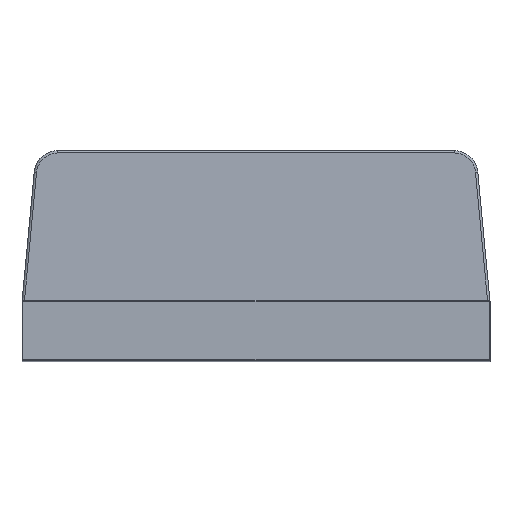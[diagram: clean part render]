
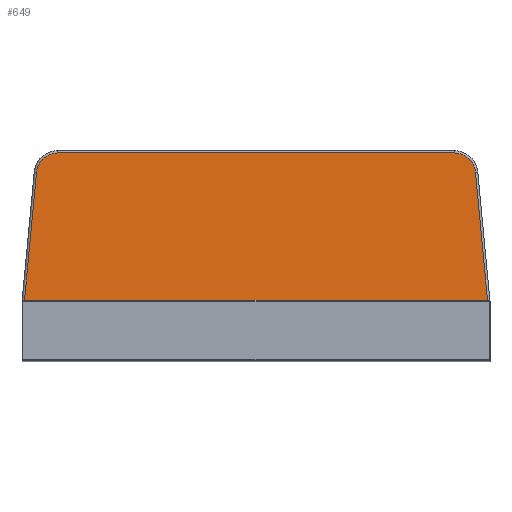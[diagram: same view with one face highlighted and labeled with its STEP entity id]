
A CAD part, top view. The second image highlights one B-rep face of the part: STEP entity #649.
In plain terms, the highlighted planar face has unit normal (0, 0.033, 1).
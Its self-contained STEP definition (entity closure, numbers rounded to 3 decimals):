
#649 = ADVANCED_FACE ( 'NONE', ( #5634 ), #1658, .T. ) ;
#677 = AXIS2_PLACEMENT_3D ( 'NONE', #24670, #1287, #9040 ) ;
#1158 = LINE ( 'NONE', #3296, #1530 ) ;
#1287 = DIRECTION ( 'NONE',  ( 0., 0.033, 0.999 ) ) ;
#1362 = EDGE_CURVE ( 'NONE', #13209, #24993, #23115, .T. ) ;
#1472 = ORIENTED_EDGE ( 'NONE', *, *, #15332, .F. ) ;
#1530 = VECTOR ( 'NONE', #16691, 1000. ) ;
#1658 = PLANE ( 'NONE',  #677 ) ;
#2530 = LINE ( 'NONE', #12727, #22773 ) ;
#2704 = CARTESIAN_POINT ( 'NONE',  ( -4.195, 1.492, 13.495 ) ) ;
#2757 = CARTESIAN_POINT ( 'NONE',  ( 0., 1.492, 13.495 ) ) ;
#3165 = LINE ( 'NONE', #19872, #16695 ) ;
#3213 = ORIENTED_EDGE ( 'NONE', *, *, #3696, .T. ) ;
#3296 = CARTESIAN_POINT ( 'NONE',  ( -4.65, -1.685, 13.6 ) ) ;
#3603 = CARTESIAN_POINT ( 'NONE',  ( -3.95, 1.54, 13.493 ) ) ;
#3696 = EDGE_CURVE ( 'NONE', #23311, #24560, #2530, .T. ) ;
#4597 = CARTESIAN_POINT ( 'NONE',  ( -4.643, 1.084, 13.508 ) ) ;
#4937 = ORIENTED_EDGE ( 'NONE', *, *, #13194, .F. ) ;
#5634 = FACE_OUTER_BOUND ( 'NONE', #7332, .T. ) ;
#5775 = CARTESIAN_POINT ( 'NONE',  ( 4.195, 1.492, 13.495 ) ) ;
#6154 = ORIENTED_EDGE ( 'NONE', *, *, #23610, .T. ) ;
#6844 = LINE ( 'NONE', #15873, #18924 ) ;
#7332 = EDGE_LOOP ( 'NONE', ( #4937, #7812, #3213, #22742, #6154, #9362, #15652, #9886, #1472, #16345 ) ) ;
#7652 = EDGE_CURVE ( 'NONE', #15521, #19861, #1158, .T. ) ;
#7723 = CARTESIAN_POINT ( 'NONE',  ( 0., -1.638, 13.598 ) ) ;
#7812 = ORIENTED_EDGE ( 'NONE', *, *, #13613, .F. ) ;
#8109 = CARTESIAN_POINT ( 'NONE',  ( -4.643, 1.084, 13.508 ) ) ;
#8131 = VERTEX_POINT ( 'NONE', #20506 ) ;
#8876 = DIRECTION ( 'NONE',  ( -0.093, 0.995, -0.033 ) ) ;
#8988 = EDGE_CURVE ( 'NONE', #8131, #24560, #16871, .T. ) ;
#9040 = DIRECTION ( 'NONE',  ( -1., 0., 0. ) ) ;
#9362 = ORIENTED_EDGE ( 'NONE', *, *, #1362, .F. ) ;
#9576 = LINE ( 'NONE', #3603, #15063 ) ;
#9755 = DIRECTION ( 'NONE',  ( 0., 0.999, -0.033 ) ) ;
#9886 = ORIENTED_EDGE ( 'NONE', *, *, #7652, .F. ) ;
#9995 = CARTESIAN_POINT ( 'NONE',  ( 3.95, 1.54, 13.493 ) ) ;
#10033 = CARTESIAN_POINT ( 'NONE',  ( 4.439, 1.492, 13.495 ) ) ;
#11280 = CARTESIAN_POINT ( 'NONE',  ( 4.643, 1.084, 13.508 ) ) ;
#11680 = VERTEX_POINT ( 'NONE', #13014 ) ;
#11901 = DIRECTION ( 'NONE',  ( -1., 0., 0. ) ) ;
#12033 = LINE ( 'NONE', #9995, #18886 ) ;
#12727 = CARTESIAN_POINT ( 'NONE',  ( 4.56, 1.967, 13.479 ) ) ;
#12741 = CARTESIAN_POINT ( 'NONE',  ( 4.903, -1.685, 13.6 ) ) ;
#13014 = CARTESIAN_POINT ( 'NONE',  ( 3.95, -1.638, 13.598 ) ) ;
#13062 = CARTESIAN_POINT ( 'NONE',  ( -4.903, -1.685, 13.6 ) ) ;
#13084 = DIRECTION ( 'NONE',  ( -1., 0., 0. ) ) ;
#13168 = EDGE_CURVE ( 'NONE', #11680, #22219, #21299, .T. ) ;
#13194 = EDGE_CURVE ( 'NONE', #17037, #11680, #12033, .T. ) ;
#13209 = VERTEX_POINT ( 'NONE', #8109 ) ;
#13613 = EDGE_CURVE ( 'NONE', #23311, #17037, #6844, .T. ) ;
#14024 = CARTESIAN_POINT ( 'NONE',  ( -4.439, 1.492, 13.495 ) ) ;
#14072 = DIRECTION ( 'NONE',  ( -0.093, -0.995, 0.033 ) ) ;
#15063 = VECTOR ( 'NONE', #22883, 1000. ) ;
#15280 = CARTESIAN_POINT ( 'NONE',  ( -3.95, -1.685, 13.6 ) ) ;
#15332 = EDGE_CURVE ( 'NONE', #22219, #15521, #9576, .T. ) ;
#15521 = VERTEX_POINT ( 'NONE', #15280 ) ;
#15652 = ORIENTED_EDGE ( 'NONE', *, *, #24184, .T. ) ;
#15873 = CARTESIAN_POINT ( 'NONE',  ( -4.65, -1.685, 13.6 ) ) ;
#15953 = CARTESIAN_POINT ( 'NONE',  ( -4.62, 1.327, 13.5 ) ) ;
#16345 = ORIENTED_EDGE ( 'NONE', *, *, #13168, .F. ) ;
#16691 = DIRECTION ( 'NONE',  ( -1., 0., 0. ) ) ;
#16695 = VECTOR ( 'NONE', #14072, 1000. ) ;
#16871 =( BOUNDED_CURVE ( )  B_SPLINE_CURVE ( 3, ( #5775, #10033, #17817, #19445 ),
 .UNSPECIFIED., .F., .T. ) 
 B_SPLINE_CURVE_WITH_KNOTS ( ( 4, 4 ),
 ( 0., 1.477 ),
 .UNSPECIFIED. ) 
 CURVE ( )  GEOMETRIC_REPRESENTATION_ITEM ( )  RATIONAL_B_SPLINE_CURVE ( ( 1., 0.826, 0.826, 1. ) ) 
 REPRESENTATION_ITEM ( '' )  );
#17037 = VERTEX_POINT ( 'NONE', #21351 ) ;
#17817 = CARTESIAN_POINT ( 'NONE',  ( 4.62, 1.327, 13.5 ) ) ;
#17857 = CARTESIAN_POINT ( 'NONE',  ( -3.95, -1.638, 13.598 ) ) ;
#18046 = DIRECTION ( 'NONE',  ( -1., 0., 0. ) ) ;
#18886 = VECTOR ( 'NONE', #9755, 1000. ) ;
#18924 = VECTOR ( 'NONE', #13084, 1000. ) ;
#19445 = CARTESIAN_POINT ( 'NONE',  ( 4.643, 1.084, 13.508 ) ) ;
#19861 = VERTEX_POINT ( 'NONE', #13062 ) ;
#19872 = CARTESIAN_POINT ( 'NONE',  ( -4.56, 1.967, 13.479 ) ) ;
#20174 = LINE ( 'NONE', #2757, #20695 ) ;
#20506 = CARTESIAN_POINT ( 'NONE',  ( 4.195, 1.492, 13.495 ) ) ;
#20695 = VECTOR ( 'NONE', #18046, 1000. ) ;
#21299 = LINE ( 'NONE', #7723, #21719 ) ;
#21351 = CARTESIAN_POINT ( 'NONE',  ( 3.95, -1.685, 13.6 ) ) ;
#21430 = CARTESIAN_POINT ( 'NONE',  ( -4.195, 1.492, 13.495 ) ) ;
#21719 = VECTOR ( 'NONE', #11901, 1000. ) ;
#22219 = VERTEX_POINT ( 'NONE', #17857 ) ;
#22742 = ORIENTED_EDGE ( 'NONE', *, *, #8988, .F. ) ;
#22773 = VECTOR ( 'NONE', #8876, 1000. ) ;
#22883 = DIRECTION ( 'NONE',  ( 0., -0.999, 0.033 ) ) ;
#23115 =( BOUNDED_CURVE ( )  B_SPLINE_CURVE ( 3, ( #4597, #15953, #14024, #21430 ),
 .UNSPECIFIED., .F., .F. ) 
 B_SPLINE_CURVE_WITH_KNOTS ( ( 4, 4 ),
 ( 1.664, 3.142 ),
 .UNSPECIFIED. ) 
 CURVE ( )  GEOMETRIC_REPRESENTATION_ITEM ( )  RATIONAL_B_SPLINE_CURVE ( ( 1., 0.826, 0.826, 1. ) ) 
 REPRESENTATION_ITEM ( '' )  );
#23311 = VERTEX_POINT ( 'NONE', #12741 ) ;
#23610 = EDGE_CURVE ( 'NONE', #8131, #24993, #20174, .T. ) ;
#24184 = EDGE_CURVE ( 'NONE', #13209, #19861, #3165, .T. ) ;
#24560 = VERTEX_POINT ( 'NONE', #11280 ) ;
#24670 = CARTESIAN_POINT ( 'NONE',  ( 0., 1.54, 13.493 ) ) ;
#24993 = VERTEX_POINT ( 'NONE', #2704 ) ;
